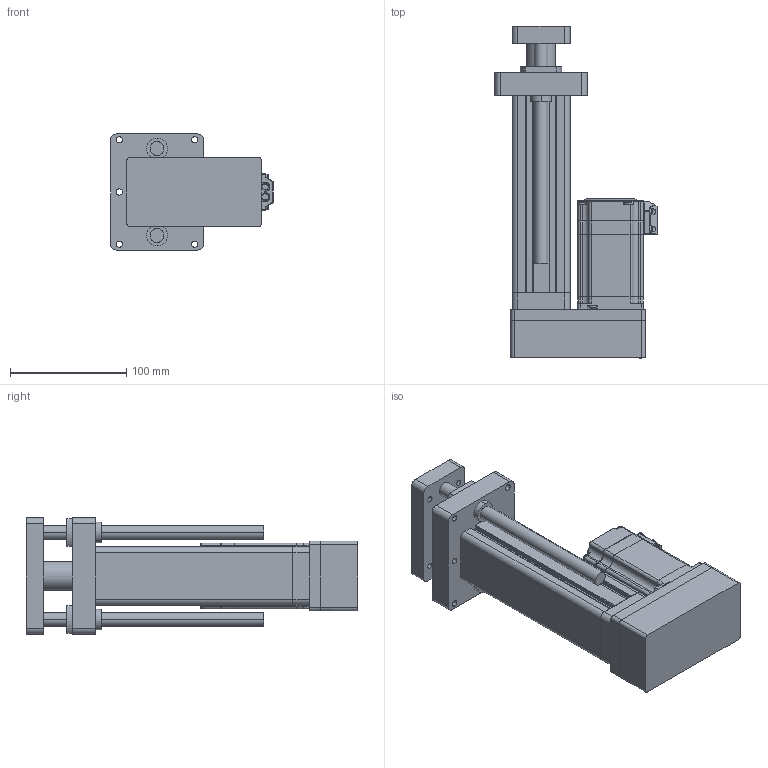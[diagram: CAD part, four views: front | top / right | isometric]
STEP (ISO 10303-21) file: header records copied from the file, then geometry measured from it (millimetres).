
FILE_DESCRIPTION (( 'STEP AP203' ), '1' );
FILE_NAME ('240807-RQ-50缸折叠100行程带导柱装配体.STEP', '2024-08-07T06:55:39', ( '微软用户' ), ( '微软中国' ), 'SwSTEP 2.0', 'SolidWorks 2022', '' );
FILE_SCHEMA (( 'CONFIG_CONTROL_DESIGN' ));
Length unit declared in the file: millimetre
Products named in the file (5): 50缸导向杆; 50缸铜套内孔D12-30; 57CME23(1); 240807-RQ-50缸折叠100行程带导柱装配体; 50缸行程50带导柱安装折叠
Assembly tree (6 placements, depth 2):
  240807-RQ-50缸折叠100行程带导柱装配体
    50缸行程50带导柱安装折叠
    57CME23(1)
    50缸铜套内孔D12-30  x2
    50缸导向杆  x2
Bounding box: 140.3 x 286 x 100 mm (x, y, z)
Volume: 914942.5 mm3; surface area: 265221.3 mm2
Topology: 37 solids, 38 shells, 3427 faces, 8969 edges, 5799 vertices
Faces by surface type: plane 1559, cylinder 1117, bspline 406, cone 269, sphere 46, torus 30
Entity records: 116703 total; most frequent: CARTESIAN_POINT 33050, ORIENTED_EDGE 17814, DIRECTION 16542, EDGE_CURVE 8907, VERTEX_POINT 5761, AXIS2_PLACEMENT_3D 5648, LINE 5246, VECTOR 5246
